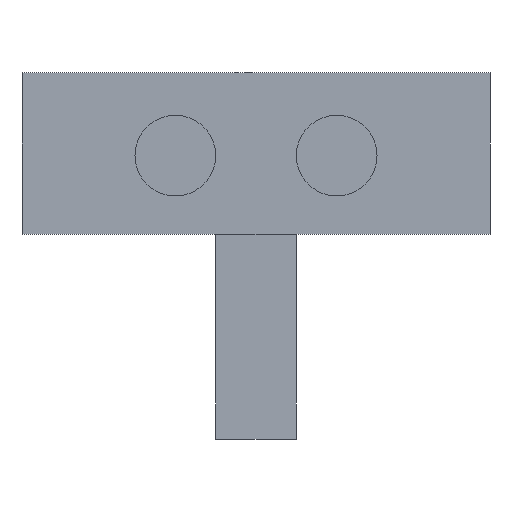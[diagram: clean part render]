
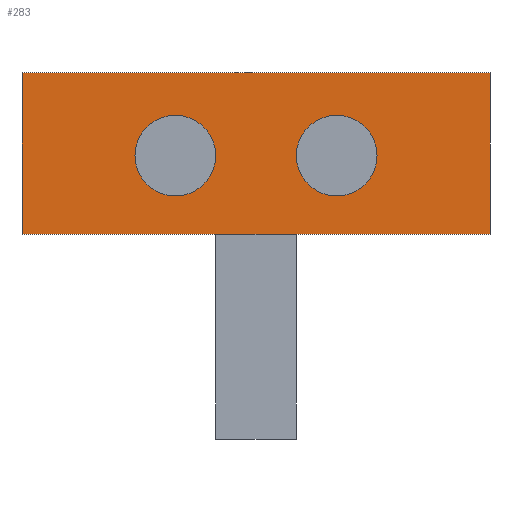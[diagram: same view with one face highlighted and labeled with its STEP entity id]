
A CAD part, front view. The second image highlights one B-rep face of the part: STEP entity #283.
In plain terms, the highlighted planar face has unit normal (0, -1, 0).
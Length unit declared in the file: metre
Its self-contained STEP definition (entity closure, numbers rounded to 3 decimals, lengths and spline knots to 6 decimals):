
#15=LINE('',#517,#39);
#20=LINE('',#527,#44);
#22=LINE('',#535,#46);
#23=LINE('',#536,#47);
#39=VECTOR('',#439,1.);
#44=VECTOR('',#448,1.);
#46=VECTOR('',#456,1.);
#47=VECTOR('',#457,1.);
#65=PLANE('',#400);
#95=ORIENTED_EDGE('',*,*,#153,.F.);
#96=ORIENTED_EDGE('',*,*,#154,.F.);
#97=ORIENTED_EDGE('',*,*,#155,.F.);
#98=ORIENTED_EDGE('',*,*,#146,.F.);
#99=ORIENTED_EDGE('',*,*,#156,.T.);
#100=ORIENTED_EDGE('',*,*,#151,.T.);
#146=EDGE_CURVE('',#178,#176,#15,.T.);
#151=EDGE_CURVE('',#182,#181,#20,.T.);
#153=EDGE_CURVE('',#183,#183,#199,.T.);
#154=EDGE_CURVE('',#184,#184,#200,.T.);
#155=EDGE_CURVE('',#176,#181,#22,.T.);
#156=EDGE_CURVE('',#178,#182,#23,.T.);
#176=VERTEX_POINT('',#512);
#178=VERTEX_POINT('',#516);
#181=VERTEX_POINT('',#526);
#182=VERTEX_POINT('',#528);
#183=VERTEX_POINT('',#532);
#184=VERTEX_POINT('',#534);
#199=CIRCLE('',#401,0.0025);
#200=CIRCLE('',#402,0.0025);
#214=EDGE_LOOP('',(#95));
#215=EDGE_LOOP('',(#96));
#216=EDGE_LOOP('',(#97,#98,#99,#100));
#242=FACE_BOUND('',#214,.T.);
#243=FACE_BOUND('',#215,.T.);
#244=FACE_BOUND('',#216,.T.);
#283=ADVANCED_FACE('',(#242,#243,#244),#65,.T.);
#400=AXIS2_PLACEMENT_3D('',#530,#450,#451);
#401=AXIS2_PLACEMENT_3D('',#531,#452,#453);
#402=AXIS2_PLACEMENT_3D('',#533,#454,#455);
#439=DIRECTION('',(0.,0.,-1.));
#448=DIRECTION('',(0.,0.,-1.));
#450=DIRECTION('',(0.,-1.,0.));
#451=DIRECTION('',(0.,0.,-1.));
#452=DIRECTION('',(0.,-1.,0.));
#453=DIRECTION('',(0.,0.,-1.));
#454=DIRECTION('',(0.,-1.,0.));
#455=DIRECTION('',(0.,0.,-1.));
#456=DIRECTION('',(-1.,0.,0.));
#457=DIRECTION('',(-1.,0.,0.));
#512=CARTESIAN_POINT('',(0.0145,-0.025,0.));
#516=CARTESIAN_POINT('',(0.0145,-0.025,0.01));
#517=CARTESIAN_POINT('',(0.0145,-0.025,0.01));
#526=CARTESIAN_POINT('',(-0.0145,-0.025,0.));
#527=CARTESIAN_POINT('',(-0.0145,-0.025,0.01));
#528=CARTESIAN_POINT('',(-0.0145,-0.025,0.01));
#530=CARTESIAN_POINT('',(0.,-0.025,0.01));
#531=CARTESIAN_POINT('',(-0.005,-0.025,0.00487));
#532=CARTESIAN_POINT('',(-0.005,-0.025,0.00237));
#533=CARTESIAN_POINT('',(0.005,-0.025,0.00487));
#534=CARTESIAN_POINT('',(0.005,-0.025,0.00237));
#535=CARTESIAN_POINT('',(0.,-0.025,0.));
#536=CARTESIAN_POINT('',(0.,-0.025,0.01));
